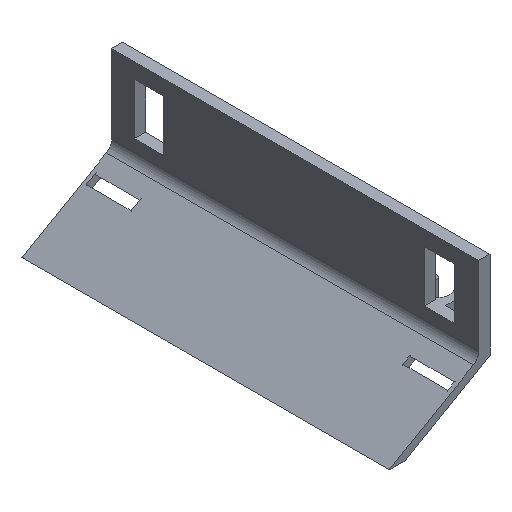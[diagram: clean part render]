
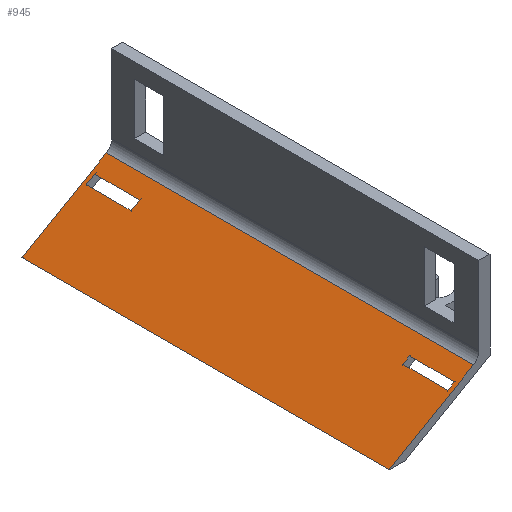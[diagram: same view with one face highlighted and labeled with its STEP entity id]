
A CAD part, isometric view. The second image highlights one B-rep face of the part: STEP entity #945.
In plain terms, the highlighted planar face has unit normal (-0.5, 0, 0.866).
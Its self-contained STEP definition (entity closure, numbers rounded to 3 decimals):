
#52=FACE_BOUND('',#144,.T.);
#53=FACE_BOUND('',#145,.T.);
#94=FACE_OUTER_BOUND('',#143,.T.);
#143=EDGE_LOOP('',(#837,#838,#839,#840));
#144=EDGE_LOOP('',(#841,#842,#843,#844));
#145=EDGE_LOOP('',(#845,#846,#847,#848));
#232=LINE('',#1487,#345);
#236=LINE('',#1493,#349);
#237=LINE('',#1496,#350);
#239=LINE('',#1499,#352);
#243=LINE('',#1509,#356);
#247=LINE('',#1515,#360);
#248=LINE('',#1518,#361);
#250=LINE('',#1521,#363);
#252=LINE('',#1530,#365);
#256=LINE('',#1539,#369);
#257=LINE('',#1541,#370);
#258=LINE('',#1542,#371);
#345=VECTOR('',#1215,10.);
#349=VECTOR('',#1221,10.);
#350=VECTOR('',#1224,10.);
#352=VECTOR('',#1228,10.);
#356=VECTOR('',#1236,10.);
#360=VECTOR('',#1242,10.);
#361=VECTOR('',#1245,10.);
#363=VECTOR('',#1249,10.);
#365=VECTOR('',#1257,10.);
#369=VECTOR('',#1265,10.);
#370=VECTOR('',#1266,10.);
#371=VECTOR('',#1267,10.);
#448=VERTEX_POINT('',#1485);
#449=VERTEX_POINT('',#1486);
#450=VERTEX_POINT('',#1491);
#451=VERTEX_POINT('',#1495);
#454=VERTEX_POINT('',#1507);
#455=VERTEX_POINT('',#1508);
#456=VERTEX_POINT('',#1513);
#457=VERTEX_POINT('',#1517);
#458=VERTEX_POINT('',#1523);
#461=VERTEX_POINT('',#1528);
#464=VERTEX_POINT('',#1538);
#465=VERTEX_POINT('',#1540);
#568=EDGE_CURVE('',#448,#449,#232,.T.);
#572=EDGE_CURVE('',#449,#450,#236,.T.);
#573=EDGE_CURVE('',#451,#448,#237,.T.);
#575=EDGE_CURVE('',#450,#451,#239,.T.);
#579=EDGE_CURVE('',#454,#455,#243,.T.);
#583=EDGE_CURVE('',#455,#456,#247,.T.);
#584=EDGE_CURVE('',#457,#454,#248,.T.);
#586=EDGE_CURVE('',#456,#457,#250,.T.);
#590=EDGE_CURVE('',#461,#458,#252,.T.);
#594=EDGE_CURVE('',#464,#461,#256,.T.);
#595=EDGE_CURVE('',#465,#464,#257,.T.);
#596=EDGE_CURVE('',#465,#458,#258,.T.);
#837=ORIENTED_EDGE('',*,*,#590,.F.);
#838=ORIENTED_EDGE('',*,*,#594,.F.);
#839=ORIENTED_EDGE('',*,*,#595,.F.);
#840=ORIENTED_EDGE('',*,*,#596,.T.);
#841=ORIENTED_EDGE('',*,*,#572,.T.);
#842=ORIENTED_EDGE('',*,*,#575,.T.);
#843=ORIENTED_EDGE('',*,*,#573,.T.);
#844=ORIENTED_EDGE('',*,*,#568,.T.);
#845=ORIENTED_EDGE('',*,*,#583,.T.);
#846=ORIENTED_EDGE('',*,*,#586,.T.);
#847=ORIENTED_EDGE('',*,*,#584,.T.);
#848=ORIENTED_EDGE('',*,*,#579,.T.);
#900=PLANE('',#1026);
#945=ADVANCED_FACE('',(#94,#52,#53),#900,.T.);
#1026=AXIS2_PLACEMENT_3D('',#1537,#1263,#1264);
#1215=DIRECTION('',(0.,1.,0.));
#1221=DIRECTION('',(0.866,0.,0.5));
#1224=DIRECTION('',(-0.866,0.,-0.5));
#1228=DIRECTION('',(0.,-1.,0.));
#1236=DIRECTION('',(0.,1.,0.));
#1242=DIRECTION('',(0.866,0.,0.5));
#1245=DIRECTION('',(-0.866,0.,-0.5));
#1249=DIRECTION('',(0.,-1.,0.));
#1257=DIRECTION('',(0.,-1.,0.));
#1263=DIRECTION('center_axis',(-0.5,0.,0.866));
#1264=DIRECTION('ref_axis',(0.866,0.,0.5));
#1265=DIRECTION('',(0.866,0.,0.5));
#1266=DIRECTION('',(0.,1.,0.));
#1267=DIRECTION('',(0.866,0.,0.5));
#1485=CARTESIAN_POINT('',(-39.035,1.,9.795));
#1486=CARTESIAN_POINT('',(-39.035,13.24,9.795));
#1487=CARTESIAN_POINT('',(-39.035,3.56,9.795));
#1491=CARTESIAN_POINT('',(-37.201,13.24,10.853));
#1493=CARTESIAN_POINT('',(-46.913,13.24,5.246));
#1495=CARTESIAN_POINT('',(-37.201,1.,10.853));
#1496=CARTESIAN_POINT('',(-47.671,1.,4.809));
#1499=CARTESIAN_POINT('',(-37.201,0.5,10.853));
#1507=CARTESIAN_POINT('',(-39.535,86.76,9.506));
#1508=CARTESIAN_POINT('',(-39.535,99.,9.506));
#1509=CARTESIAN_POINT('',(-39.535,46.44,9.506));
#1513=CARTESIAN_POINT('',(-37.201,99.,10.853));
#1515=CARTESIAN_POINT('',(-46.913,99.,5.246));
#1517=CARTESIAN_POINT('',(-37.201,86.76,10.853));
#1518=CARTESIAN_POINT('',(-47.671,86.76,4.809));
#1521=CARTESIAN_POINT('',(-37.201,43.38,10.853));
#1523=CARTESIAN_POINT('',(-33.035,0.,13.259));
#1528=CARTESIAN_POINT('',(-33.035,100.,13.259));
#1530=CARTESIAN_POINT('',(-33.035,0.,13.259));
#1537=CARTESIAN_POINT('Origin',(-56.,0.,0.));
#1538=CARTESIAN_POINT('',(-56.,100.,0.));
#1539=CARTESIAN_POINT('',(-56.,100.,0.));
#1540=CARTESIAN_POINT('',(-56.,0.,0.));
#1541=CARTESIAN_POINT('',(-56.,0.,0.));
#1542=CARTESIAN_POINT('',(-56.,0.,0.));
